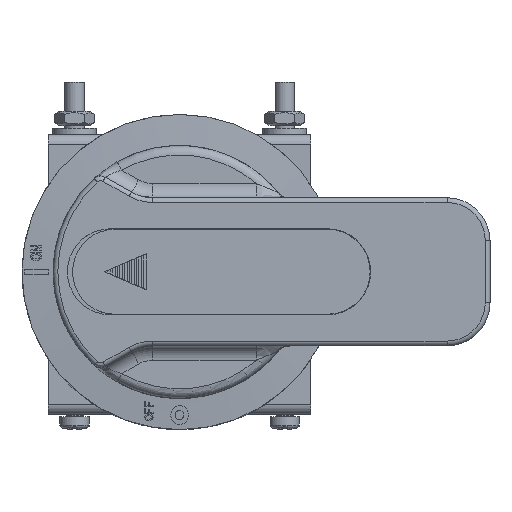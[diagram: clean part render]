
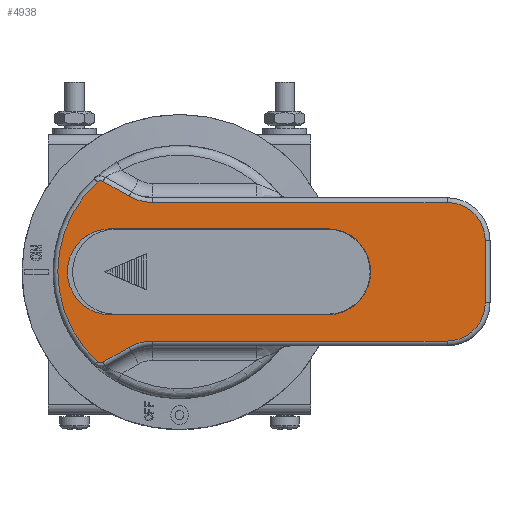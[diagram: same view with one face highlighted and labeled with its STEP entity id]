
A CAD part, top view. The second image highlights one B-rep face of the part: STEP entity #4938.
In plain terms, the highlighted planar face has unit normal (0, 0, 1).
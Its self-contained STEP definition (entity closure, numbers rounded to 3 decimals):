
#1859=PLANE('',#16871);
#2798=LINE('',#26009,#3910);
#2799=LINE('',#26014,#3911);
#2800=LINE('',#26017,#3912);
#2801=LINE('',#26022,#3913);
#2802=LINE('',#26026,#3914);
#2803=LINE('',#26034,#3915);
#2804=LINE('',#26038,#3916);
#3910=VECTOR('',#20403,1.);
#3911=VECTOR('',#20406,1.);
#3912=VECTOR('',#20409,1.);
#3913=VECTOR('',#20412,1.);
#3914=VECTOR('',#20415,1.);
#3915=VECTOR('',#20422,1.);
#3916=VECTOR('',#20425,1.);
#4938=ADVANCED_FACE('',(#6699,#6700),#1859,.T.);
#5893=CIRCLE('',#16862,9.);
#5894=CIRCLE('',#16863,9.);
#5895=CIRCLE('',#16864,8.);
#5896=CIRCLE('',#16865,10.);
#5897=CIRCLE('',#16866,1.);
#5898=CIRCLE('',#16867,25.5);
#5899=CIRCLE('',#16868,1.);
#5900=CIRCLE('',#16869,10.);
#5901=CIRCLE('',#16870,8.);
#6699=FACE_BOUND('',#7786,.T.);
#6700=FACE_BOUND('',#7787,.T.);
#7786=EDGE_LOOP('',(#10788,#10789,#10790,#10791));
#7787=EDGE_LOOP('',(#10792,#10793,#10794,#10795,#10796,#10797,#10798,#10799,
#10800,#10801,#10802,#10803));
#10788=ORIENTED_EDGE('',*,*,#14926,.F.);
#10789=ORIENTED_EDGE('',*,*,#14927,.F.);
#10790=ORIENTED_EDGE('',*,*,#14928,.F.);
#10791=ORIENTED_EDGE('',*,*,#14929,.F.);
#10792=ORIENTED_EDGE('',*,*,#14930,.T.);
#10793=ORIENTED_EDGE('',*,*,#14931,.T.);
#10794=ORIENTED_EDGE('',*,*,#14932,.T.);
#10795=ORIENTED_EDGE('',*,*,#14933,.T.);
#10796=ORIENTED_EDGE('',*,*,#14934,.T.);
#10797=ORIENTED_EDGE('',*,*,#14935,.F.);
#10798=ORIENTED_EDGE('',*,*,#14936,.T.);
#10799=ORIENTED_EDGE('',*,*,#14937,.F.);
#10800=ORIENTED_EDGE('',*,*,#14938,.T.);
#10801=ORIENTED_EDGE('',*,*,#14939,.T.);
#10802=ORIENTED_EDGE('',*,*,#14940,.T.);
#10803=ORIENTED_EDGE('',*,*,#14941,.T.);
#13170=VERTEX_POINT('',#26010);
#13171=VERTEX_POINT('',#26011);
#13172=VERTEX_POINT('',#26013);
#13173=VERTEX_POINT('',#26015);
#13174=VERTEX_POINT('',#26018);
#13175=VERTEX_POINT('',#26019);
#13176=VERTEX_POINT('',#26021);
#13177=VERTEX_POINT('',#26023);
#13178=VERTEX_POINT('',#26025);
#13179=VERTEX_POINT('',#26027);
#13180=VERTEX_POINT('',#26029);
#13181=VERTEX_POINT('',#26031);
#13182=VERTEX_POINT('',#26033);
#13183=VERTEX_POINT('',#26035);
#13184=VERTEX_POINT('',#26037);
#13185=VERTEX_POINT('',#26039);
#14926=EDGE_CURVE('',#13170,#13171,#2798,.T.);
#14927=EDGE_CURVE('',#13172,#13170,#5893,.T.);
#14928=EDGE_CURVE('',#13173,#13172,#2799,.T.);
#14929=EDGE_CURVE('',#13171,#13173,#5894,.T.);
#14930=EDGE_CURVE('',#13174,#13175,#2800,.T.);
#14931=EDGE_CURVE('',#13175,#13176,#5895,.T.);
#14932=EDGE_CURVE('',#13176,#13177,#2801,.T.);
#14933=EDGE_CURVE('',#13177,#13178,#5896,.T.);
#14934=EDGE_CURVE('',#13178,#13179,#2802,.T.);
#14935=EDGE_CURVE('',#13180,#13179,#5897,.T.);
#14936=EDGE_CURVE('',#13180,#13181,#5898,.T.);
#14937=EDGE_CURVE('',#13182,#13181,#5899,.T.);
#14938=EDGE_CURVE('',#13182,#13183,#2803,.T.);
#14939=EDGE_CURVE('',#13183,#13184,#5900,.T.);
#14940=EDGE_CURVE('',#13184,#13185,#2804,.T.);
#14941=EDGE_CURVE('',#13185,#13174,#5901,.T.);
#16862=AXIS2_PLACEMENT_3D('',#26012,#20404,#20405);
#16863=AXIS2_PLACEMENT_3D('',#26016,#20407,#20408);
#16864=AXIS2_PLACEMENT_3D('',#26020,#20410,#20411);
#16865=AXIS2_PLACEMENT_3D('',#26024,#20413,#20414);
#16866=AXIS2_PLACEMENT_3D('',#26028,#20416,#20417);
#16867=AXIS2_PLACEMENT_3D('',#26030,#20418,#20419);
#16868=AXIS2_PLACEMENT_3D('',#26032,#20420,#20421);
#16869=AXIS2_PLACEMENT_3D('',#26036,#20423,#20424);
#16870=AXIS2_PLACEMENT_3D('',#26040,#20426,#20427);
#16871=AXIS2_PLACEMENT_3D('',#26041,#20428,#20429);
#20403=DIRECTION('',(1.,0.,0.));
#20404=DIRECTION('',(0.,0.,1.));
#20405=DIRECTION('',(0.,1.,0.));
#20406=DIRECTION('',(-1.,0.,0.));
#20407=DIRECTION('',(0.,0.,1.));
#20408=DIRECTION('',(0.,1.,0.));
#20409=DIRECTION('',(0.,1.,0.));
#20410=DIRECTION('',(0.,0.,1.));
#20411=DIRECTION('',(-1.,0.,0.));
#20412=DIRECTION('',(-1.,0.,0.));
#20413=DIRECTION('',(0.,0.,-1.));
#20414=DIRECTION('',(-1.,0.,0.));
#20415=DIRECTION('',(-0.869,0.494,0.));
#20416=DIRECTION('',(0.,0.,-1.));
#20417=DIRECTION('',(-1.,0.,0.));
#20418=DIRECTION('',(0.,0.,1.));
#20419=DIRECTION('',(-1.,0.,0.));
#20420=DIRECTION('',(0.,0.,-1.));
#20421=DIRECTION('',(-1.,0.,0.));
#20422=DIRECTION('',(0.869,0.494,0.));
#20423=DIRECTION('',(0.,0.,-1.));
#20424=DIRECTION('',(-1.,0.,0.));
#20425=DIRECTION('',(1.,0.,0.));
#20426=DIRECTION('',(0.,0.,1.));
#20427=DIRECTION('',(-1.,0.,0.));
#20428=DIRECTION('',(0.,0.,1.));
#20429=DIRECTION('',(-1.,0.,0.));
#26009=CARTESIAN_POINT('',(11.75,-9.,419.6));
#26010=CARTESIAN_POINT('',(11.75,-9.,419.6));
#26011=CARTESIAN_POINT('',(57.25,-9.,419.6));
#26012=CARTESIAN_POINT('',(11.75,0.,419.6));
#26013=CARTESIAN_POINT('',(11.75,9.,419.6));
#26014=CARTESIAN_POINT('',(57.25,9.,419.6));
#26015=CARTESIAN_POINT('',(57.25,9.,419.6));
#26016=CARTESIAN_POINT('',(57.25,0.,419.6));
#26017=CARTESIAN_POINT('',(90.25,-15.5,419.6));
#26018=CARTESIAN_POINT('',(90.25,-6.5,419.6));
#26019=CARTESIAN_POINT('',(90.25,6.5,419.6));
#26020=CARTESIAN_POINT('',(82.25,6.5,419.6));
#26021=CARTESIAN_POINT('',(82.25,14.5,419.6));
#26022=CARTESIAN_POINT('',(26.25,14.5,419.6));
#26023=CARTESIAN_POINT('',(20.63,14.5,419.6));
#26024=CARTESIAN_POINT('',(20.63,24.5,419.6));
#26025=CARTESIAN_POINT('',(15.687,15.807,419.6));
#26026=CARTESIAN_POINT('',(30.461,7.406,419.6));
#26027=CARTESIAN_POINT('',(10.192,18.932,419.6));
#26028=CARTESIAN_POINT('',(9.697,18.063,419.6));
#26029=CARTESIAN_POINT('',(9.022,18.8,419.6));
#26030=CARTESIAN_POINT('',(26.25,0.,419.6));
#26031=CARTESIAN_POINT('',(9.022,-18.8,419.6));
#26032=CARTESIAN_POINT('',(9.697,-18.063,419.6));
#26033=CARTESIAN_POINT('',(10.192,-18.932,419.6));
#26034=CARTESIAN_POINT('',(30.461,-7.406,419.6));
#26035=CARTESIAN_POINT('',(15.687,-15.807,419.6));
#26036=CARTESIAN_POINT('',(20.63,-24.5,419.6));
#26037=CARTESIAN_POINT('',(20.63,-14.5,419.6));
#26038=CARTESIAN_POINT('',(70.25,-14.5,419.6));
#26039=CARTESIAN_POINT('',(82.25,-14.5,419.6));
#26040=CARTESIAN_POINT('',(82.25,-6.5,419.6));
#26041=CARTESIAN_POINT('',(26.25,0.,419.6));
